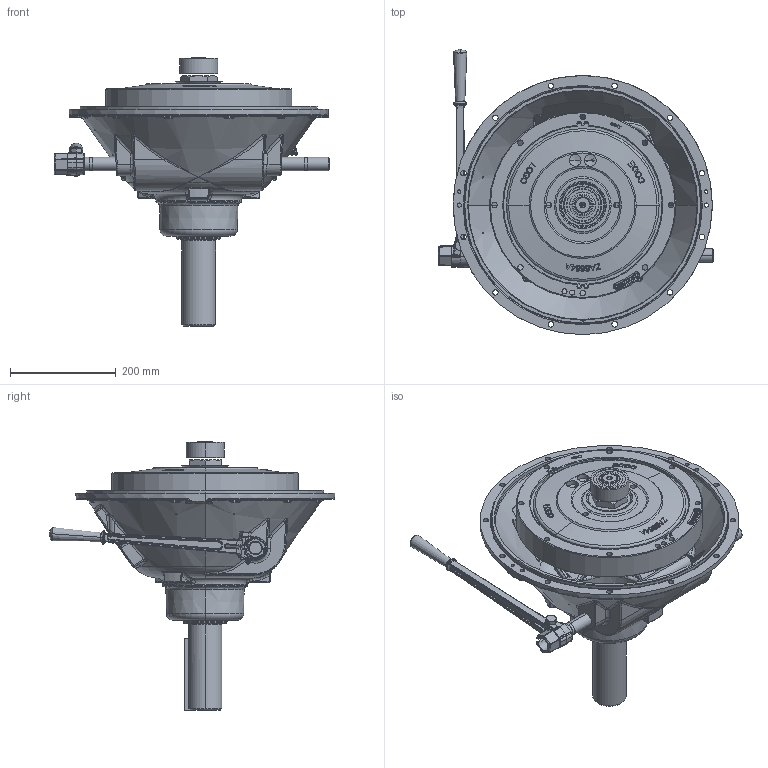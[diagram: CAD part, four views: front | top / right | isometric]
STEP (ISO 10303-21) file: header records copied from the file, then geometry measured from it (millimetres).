
FILE_DESCRIPTION (( 'STEP AP203' ), '1' );
FILE_NAME ('SP211P201.STEP', '2013-11-21T19:11:44', ( 'Windows User' ), ( '' ), 'SwSTEP 2.0', 'SolidWorks 2010', '' );
FILE_SCHEMA (( 'CONFIG_CONTROL_DESIGN' ));
Length unit declared in the file: inch
Products named in the file (1): SP211P201
Bounding box: 520.7 x 539.32 x 508 mm (x, y, z)
Surface area: 1074817.8 mm2 (no closed solid volume)
Topology: 0 solids, 167 shells, 1698 faces, 6225 edges, 4521 vertices
Faces by surface type: bspline 579, plane 373, cylinder 346, torus 191, cone 167, sphere 42
Entity records: 108287 total; most frequent: CARTESIAN_POINT 62832, ORIENTED_EDGE 9204, DIRECTION 7827, EDGE_CURVE 6159, VERTEX_POINT 4513, AXIS2_PLACEMENT_3D 3029, B_SPLINE_CURVE_WITH_KNOTS 2302, CIRCLE 1909
